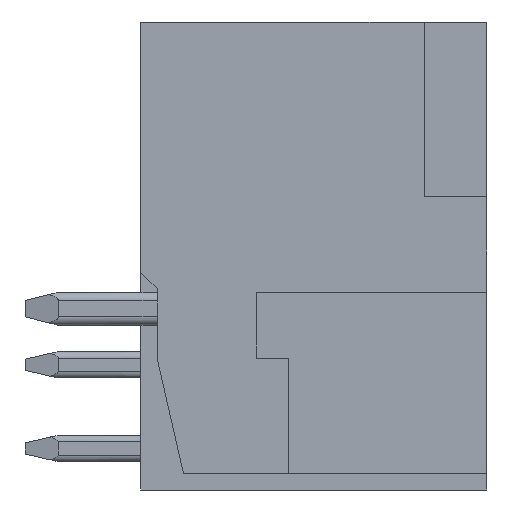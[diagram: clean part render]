
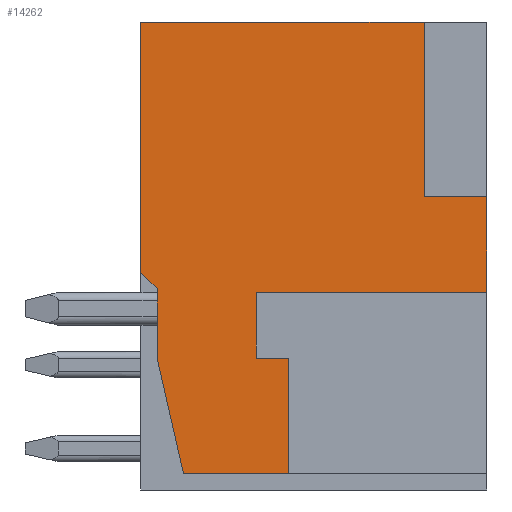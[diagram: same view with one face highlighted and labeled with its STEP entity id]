
A CAD part, front view. The second image highlights one B-rep face of the part: STEP entity #14262.
In plain terms, the highlighted planar face has unit normal (0, -1, 0).
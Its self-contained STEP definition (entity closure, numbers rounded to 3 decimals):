
#117=DIRECTION('',(1.,0.,0.));
#118=VECTOR('',#117,7.);
#119=CARTESIAN_POINT('',(-1.75,-27.91,-1.1));
#120=LINE('',#119,#118);
#578=DIRECTION('',(0.223,0.,-0.975));
#579=VECTOR('',#578,3.59);
#580=CARTESIAN_POINT('',(-4.75,-27.91,-3.1));
#581=LINE('',#580,#579);
#582=DIRECTION('',(0.,0.,1.));
#583=VECTOR('',#582,2.1);
#584=CARTESIAN_POINT('',(-4.75,-27.91,-3.1));
#585=LINE('',#584,#583);
#586=DIRECTION('',(0.707,0.,-0.707));
#587=VECTOR('',#586,0.707);
#588=CARTESIAN_POINT('',(-5.25,-27.91,-0.5));
#589=LINE('',#588,#587);
#590=DIRECTION('',(0.,0.,-1.));
#591=VECTOR('',#590,7.6);
#592=CARTESIAN_POINT('',(-5.25,-27.91,7.1));
#593=LINE('',#592,#591);
#594=DIRECTION('',(-1.,0.,0.));
#595=VECTOR('',#594,8.6);
#596=CARTESIAN_POINT('',(3.35,-27.91,7.1));
#597=LINE('',#596,#595);
#598=DIRECTION('',(0.,0.,-1.));
#599=VECTOR('',#598,5.3);
#600=CARTESIAN_POINT('',(3.35,-27.91,7.1));
#601=LINE('',#600,#599);
#602=DIRECTION('',(-1.,0.,0.));
#603=VECTOR('',#602,1.9);
#604=CARTESIAN_POINT('',(5.25,-27.91,1.8));
#605=LINE('',#604,#603);
#606=DIRECTION('',(0.,0.,1.));
#607=VECTOR('',#606,2.9);
#608=CARTESIAN_POINT('',(5.25,-27.91,-1.1));
#609=LINE('',#608,#607);
#610=DIRECTION('',(0.,0.,-1.));
#611=VECTOR('',#610,2.);
#612=CARTESIAN_POINT('',(-1.75,-27.91,-1.1));
#613=LINE('',#612,#611);
#614=DIRECTION('',(1.,0.,0.));
#615=VECTOR('',#614,1.);
#616=CARTESIAN_POINT('',(-1.75,-27.91,-3.1));
#617=LINE('',#616,#615);
#618=DIRECTION('',(0.,0.,1.));
#619=VECTOR('',#618,3.5);
#620=CARTESIAN_POINT('',(-0.75,-27.91,-6.6));
#621=LINE('',#620,#619);
#622=DIRECTION('',(1.,0.,0.));
#623=VECTOR('',#622,3.2);
#624=CARTESIAN_POINT('',(-3.95,-27.91,-6.6));
#625=LINE('',#624,#623);
#10797=CARTESIAN_POINT('',(-5.25,-27.91,7.1));
#10799=VERTEX_POINT('',#10797);
#10827=CARTESIAN_POINT('',(3.35,-27.91,7.1));
#10828=VERTEX_POINT('',#10827);
#10829=CARTESIAN_POINT('',(5.25,-27.91,1.8));
#10831=VERTEX_POINT('',#10829);
#10839=CARTESIAN_POINT('',(3.35,-27.91,1.8));
#10840=VERTEX_POINT('',#10839);
#10879=CARTESIAN_POINT('',(5.25,-27.91,-1.1));
#10880=VERTEX_POINT('',#10879);
#10885=CARTESIAN_POINT('',(-1.75,-27.91,-3.1));
#10886=CARTESIAN_POINT('',(-0.75,-27.91,-3.1));
#10887=VERTEX_POINT('',#10885);
#10888=VERTEX_POINT('',#10886);
#10891=CARTESIAN_POINT('',(-0.75,-27.91,-6.6));
#10892=VERTEX_POINT('',#10891);
#10893=CARTESIAN_POINT('',(-1.75,-27.91,-1.1));
#10894=VERTEX_POINT('',#10893);
#10897=CARTESIAN_POINT('',(-5.25,-27.91,-0.5));
#10898=CARTESIAN_POINT('',(-4.75,-27.91,-1.));
#10899=VERTEX_POINT('',#10897);
#10900=VERTEX_POINT('',#10898);
#10913=CARTESIAN_POINT('',(-4.75,-27.91,-3.1));
#10914=CARTESIAN_POINT('',(-3.95,-27.91,-6.6));
#10915=VERTEX_POINT('',#10913);
#10916=VERTEX_POINT('',#10914);
#14234=CARTESIAN_POINT('',(0.,-27.91,0.));
#14235=DIRECTION('',(0.,-1.,0.));
#14236=DIRECTION('',(1.,0.,0.));
#14237=AXIS2_PLACEMENT_3D('',#14234,#14235,#14236);
#14238=PLANE('',#14237);
#14239=ORIENTED_EDGE('',*,*,#14225,.F.);
#14240=ORIENTED_EDGE('',*,*,#14165,.T.);
#14242=ORIENTED_EDGE('',*,*,#14241,.F.);
#14244=ORIENTED_EDGE('',*,*,#14243,.F.);
#14246=ORIENTED_EDGE('',*,*,#14245,.F.);
#14248=ORIENTED_EDGE('',*,*,#14247,.T.);
#14250=ORIENTED_EDGE('',*,*,#14249,.F.);
#14252=ORIENTED_EDGE('',*,*,#14251,.F.);
#14253=ORIENTED_EDGE('',*,*,#13666,.F.);
#14254=ORIENTED_EDGE('',*,*,#13724,.T.);
#14256=ORIENTED_EDGE('',*,*,#14255,.T.);
#14258=ORIENTED_EDGE('',*,*,#14257,.F.);
#14259=ORIENTED_EDGE('',*,*,#13847,.F.);
#14260=EDGE_LOOP('',(#14239,#14240,#14242,#14244,#14246,#14248,#14250,#14252,
#14253,#14254,#14256,#14258,#14259));
#14261=FACE_OUTER_BOUND('',#14260,.F.);
#14262=ADVANCED_FACE('',(#14261),#14238,.T.);
#13666=EDGE_CURVE('',#10894,#10880,#120,.T.);
#13724=EDGE_CURVE('',#10894,#10887,#613,.T.);
#13847=EDGE_CURVE('',#10916,#10892,#625,.T.);
#14165=EDGE_CURVE('',#10915,#10900,#585,.T.);
#14225=EDGE_CURVE('',#10915,#10916,#581,.T.);
#14241=EDGE_CURVE('',#10899,#10900,#589,.T.);
#14243=EDGE_CURVE('',#10799,#10899,#593,.T.);
#14245=EDGE_CURVE('',#10828,#10799,#597,.T.);
#14247=EDGE_CURVE('',#10828,#10840,#601,.T.);
#14249=EDGE_CURVE('',#10831,#10840,#605,.T.);
#14251=EDGE_CURVE('',#10880,#10831,#609,.T.);
#14255=EDGE_CURVE('',#10887,#10888,#617,.T.);
#14257=EDGE_CURVE('',#10892,#10888,#621,.T.);
